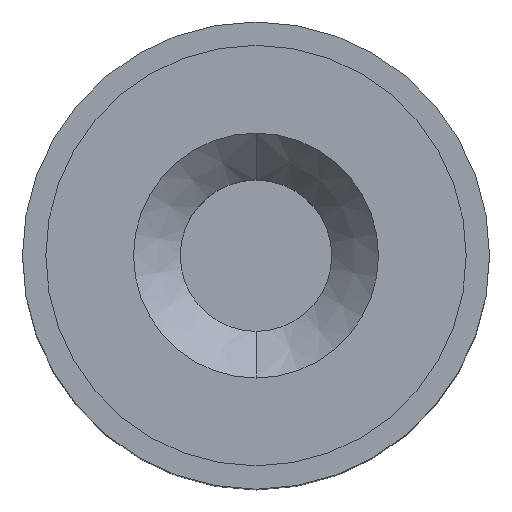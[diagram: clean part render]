
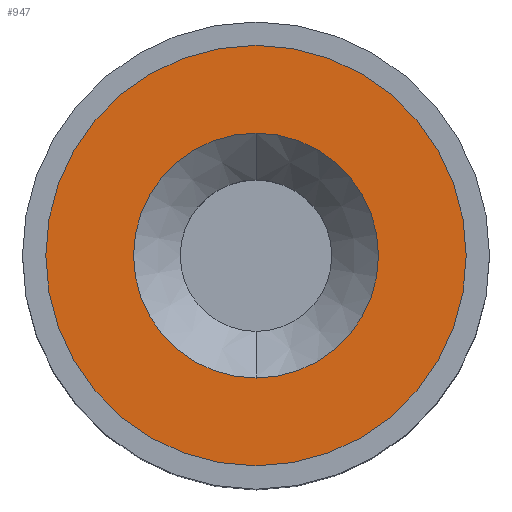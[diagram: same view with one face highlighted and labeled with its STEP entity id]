
A CAD part, top view. The second image highlights one B-rep face of the part: STEP entity #947.
In plain terms, the highlighted planar face has unit normal (0, 0, 1).
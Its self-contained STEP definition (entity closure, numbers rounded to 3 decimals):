
#770=CARTESIAN_POINT('',(0.,0.,10.));
#771=DIRECTION('',(0.,0.,1.));
#772=DIRECTION('',(0.,1.,0.));
#773=AXIS2_PLACEMENT_3D('',#770,#771,#772);
#775=CARTESIAN_POINT('',(0.,0.,10.));
#776=DIRECTION('',(0.,0.,-1.));
#777=DIRECTION('',(0.,1.,0.));
#778=AXIS2_PLACEMENT_3D('',#775,#776,#777);
#780=CARTESIAN_POINT('',(0.,0.,10.));
#781=DIRECTION('',(0.,0.,1.));
#782=DIRECTION('',(0.,1.,0.));
#783=AXIS2_PLACEMENT_3D('',#780,#781,#782);
#785=CARTESIAN_POINT('',(0.,0.,10.));
#786=DIRECTION('',(0.,0.,1.));
#787=DIRECTION('',(0.,-1.,0.));
#788=AXIS2_PLACEMENT_3D('',#785,#786,#787);
#851=CARTESIAN_POINT('',(0.,4.5,10.));
#853=VERTEX_POINT('',#851);
#859=CARTESIAN_POINT('',(0.,-4.5,10.));
#861=VERTEX_POINT('',#859);
#870=CARTESIAN_POINT('',(0.,2.621,10.));
#871=CARTESIAN_POINT('',(0.,-2.621,10.));
#872=VERTEX_POINT('',#870);
#873=VERTEX_POINT('',#871);
#932=CARTESIAN_POINT('',(0.,0.,10.));
#933=DIRECTION('',(0.,0.,1.));
#934=DIRECTION('',(0.,1.,0.));
#935=AXIS2_PLACEMENT_3D('',#932,#933,#934);
#936=PLANE('',#935);
#938=ORIENTED_EDGE('',*,*,#937,.F.);
#940=ORIENTED_EDGE('',*,*,#939,.T.);
#941=EDGE_LOOP('',(#938,#940));
#942=FACE_OUTER_BOUND('',#941,.F.);
#943=ORIENTED_EDGE('',*,*,#926,.T.);
#944=ORIENTED_EDGE('',*,*,#883,.T.);
#945=EDGE_LOOP('',(#943,#944));
#946=FACE_BOUND('',#945,.F.);
#947=ADVANCED_FACE('',(#942,#946),#936,.T.);
#774=CIRCLE('',#773,4.5);
#779=CIRCLE('',#778,4.5);
#784=CIRCLE('',#783,2.621);
#789=CIRCLE('',#788,2.621);
#883=EDGE_CURVE('',#873,#872,#789,.T.);
#926=EDGE_CURVE('',#872,#873,#784,.T.);
#937=EDGE_CURVE('',#853,#861,#774,.T.);
#939=EDGE_CURVE('',#853,#861,#779,.T.);
